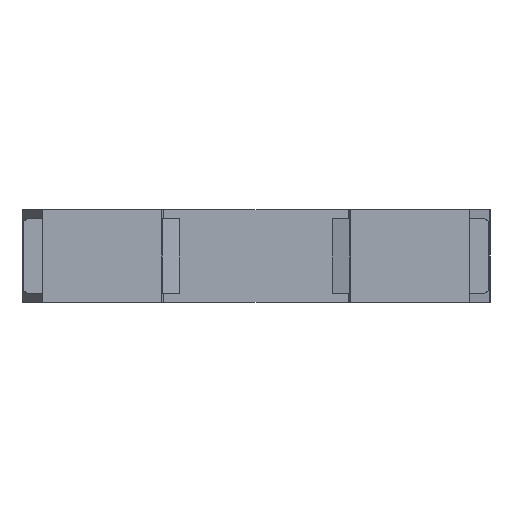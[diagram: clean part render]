
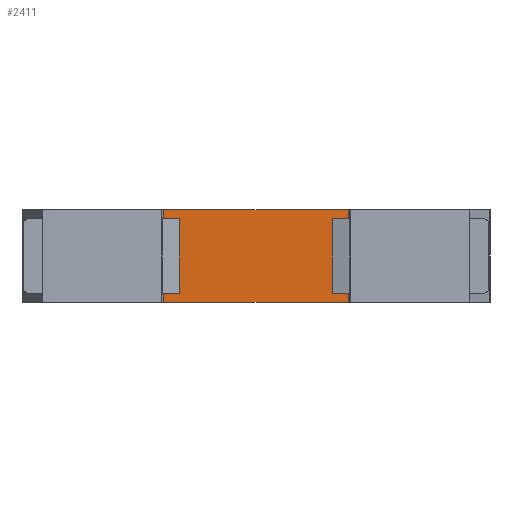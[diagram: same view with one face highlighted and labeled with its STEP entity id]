
A CAD part, front view. The second image highlights one B-rep face of the part: STEP entity #2411.
In plain terms, the highlighted planar face has unit normal (0, -1, 0).
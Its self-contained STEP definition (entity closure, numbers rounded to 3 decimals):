
#5 = CARTESIAN_POINT ( 'NONE',  ( -17.75, 0., 7.15 ) ) ;
#21 = LINE ( 'NONE', #1434, #1539 ) ;
#33 = EDGE_CURVE ( 'NONE', #1696, #2445, #986, .T. ) ;
#76 = DIRECTION ( 'NONE',  ( 0., 0., -1. ) ) ;
#99 = CARTESIAN_POINT ( 'NONE',  ( 17.5, 0., -7.15 ) ) ;
#127 = CARTESIAN_POINT ( 'NONE',  ( -17.75, 0., 8.9 ) ) ;
#141 = AXIS2_PLACEMENT_3D ( 'NONE', #127, #357, #607 ) ;
#166 = VECTOR ( 'NONE', #1670, 1000. ) ;
#201 = ORIENTED_EDGE ( 'NONE', *, *, #1813, .F. ) ;
#229 = VERTEX_POINT ( 'NONE', #1698 ) ;
#234 = ORIENTED_EDGE ( 'NONE', *, *, #734, .F. ) ;
#246 = LINE ( 'NONE', #2903, #570 ) ;
#276 = CARTESIAN_POINT ( 'NONE',  ( -17.5, 0., -7.15 ) ) ;
#292 = VECTOR ( 'NONE', #2293, 1000. ) ;
#357 = DIRECTION ( 'NONE',  ( 0., 1., 0. ) ) ;
#360 = EDGE_CURVE ( 'NONE', #2445, #1644, #2772, .T. ) ;
#369 = VERTEX_POINT ( 'NONE', #777 ) ;
#376 = PLANE ( 'NONE',  #141 ) ;
#385 = ORIENTED_EDGE ( 'NONE', *, *, #827, .F. ) ;
#391 = VECTOR ( 'NONE', #3007, 1000. ) ;
#500 = CARTESIAN_POINT ( 'NONE',  ( -17.5, 0., -7.15 ) ) ;
#513 = DIRECTION ( 'NONE',  ( 1., 0., 0. ) ) ;
#541 = ORIENTED_EDGE ( 'NONE', *, *, #2595, .T. ) ;
#546 = CARTESIAN_POINT ( 'NONE',  ( -17.75, 0., -8.9 ) ) ;
#570 = VECTOR ( 'NONE', #2710, 1000. ) ;
#607 = DIRECTION ( 'NONE',  ( -1., 0., 0. ) ) ;
#656 = CARTESIAN_POINT ( 'NONE',  ( 17.75, 0., -7.15 ) ) ;
#734 = EDGE_CURVE ( 'NONE', #2385, #1644, #2089, .T. ) ;
#777 = CARTESIAN_POINT ( 'NONE',  ( 17.5, 0., -7.15 ) ) ;
#808 = EDGE_LOOP ( 'NONE', ( #385, #541, #912, #2765, #1087, #2784, #933, #234, #1256, #2874, #2073, #201 ) ) ;
#827 = EDGE_CURVE ( 'NONE', #2987, #369, #21, .T. ) ;
#853 = EDGE_CURVE ( 'NONE', #1430, #1392, #2515, .T. ) ;
#912 = ORIENTED_EDGE ( 'NONE', *, *, #1947, .F. ) ;
#933 = ORIENTED_EDGE ( 'NONE', *, *, #360, .T. ) ;
#935 = EDGE_CURVE ( 'NONE', #2972, #229, #2432, .T. ) ;
#963 = LINE ( 'NONE', #2537, #292 ) ;
#986 = LINE ( 'NONE', #2541, #391 ) ;
#987 = DIRECTION ( 'NONE',  ( 0., 0., -1. ) ) ;
#1054 = VECTOR ( 'NONE', #1309, 1000. ) ;
#1087 = ORIENTED_EDGE ( 'NONE', *, *, #1514, .T. ) ;
#1124 = FACE_OUTER_BOUND ( 'NONE', #808, .T. ) ;
#1136 = DIRECTION ( 'NONE',  ( 0., 0., -1. ) ) ;
#1137 = VERTEX_POINT ( 'NONE', #2770 ) ;
#1230 = VECTOR ( 'NONE', #987, 1000. ) ;
#1256 = ORIENTED_EDGE ( 'NONE', *, *, #2922, .T. ) ;
#1309 = DIRECTION ( 'NONE',  ( 0., 0., -1. ) ) ;
#1334 = CARTESIAN_POINT ( 'NONE',  ( 17.75, 0., 8.9 ) ) ;
#1392 = VERTEX_POINT ( 'NONE', #2478 ) ;
#1430 = VERTEX_POINT ( 'NONE', #2999 ) ;
#1434 = CARTESIAN_POINT ( 'NONE',  ( 17.5, 0., 12.064 ) ) ;
#1471 = EDGE_CURVE ( 'NONE', #2571, #1392, #2726, .T. ) ;
#1504 = VECTOR ( 'NONE', #2663, 1000. ) ;
#1514 = EDGE_CURVE ( 'NONE', #2972, #1696, #1716, .T. ) ;
#1539 = VECTOR ( 'NONE', #76, 1000. ) ;
#1644 = VERTEX_POINT ( 'NONE', #500 ) ;
#1670 = DIRECTION ( 'NONE',  ( 1., 0., 0. ) ) ;
#1696 = VERTEX_POINT ( 'NONE', #5 ) ;
#1698 = CARTESIAN_POINT ( 'NONE',  ( 17.75, 0., 8.9 ) ) ;
#1712 = VECTOR ( 'NONE', #513, 1000. ) ;
#1716 = LINE ( 'NONE', #2569, #2824 ) ;
#1781 = CARTESIAN_POINT ( 'NONE',  ( -17.75, 0., -7.15 ) ) ;
#1813 = EDGE_CURVE ( 'NONE', #369, #2571, #2346, .T. ) ;
#1870 = VECTOR ( 'NONE', #2451, 1000. ) ;
#1916 = CARTESIAN_POINT ( 'NONE',  ( -17.75, 0., -7.15 ) ) ;
#1947 = EDGE_CURVE ( 'NONE', #229, #1137, #246, .T. ) ;
#2017 = CARTESIAN_POINT ( 'NONE',  ( 17.5, 0., 7.15 ) ) ;
#2073 = ORIENTED_EDGE ( 'NONE', *, *, #1471, .F. ) ;
#2089 = LINE ( 'NONE', #276, #166 ) ;
#2293 = DIRECTION ( 'NONE',  ( 1., 0., 0. ) ) ;
#2319 = VECTOR ( 'NONE', #2925, 1000. ) ;
#2346 = LINE ( 'NONE', #99, #1712 ) ;
#2385 = VERTEX_POINT ( 'NONE', #1781 ) ;
#2411 = ADVANCED_FACE ( 'NONE', ( #1124 ), #376, .F. ) ;
#2413 = LINE ( 'NONE', #1916, #1230 ) ;
#2430 = CARTESIAN_POINT ( 'NONE',  ( -17.5, 0., 12.064 ) ) ;
#2432 = LINE ( 'NONE', #2473, #1870 ) ;
#2442 = CARTESIAN_POINT ( 'NONE',  ( -17.75, 0., 8.9 ) ) ;
#2445 = VERTEX_POINT ( 'NONE', #2496 ) ;
#2451 = DIRECTION ( 'NONE',  ( 1., 0., 0. ) ) ;
#2473 = CARTESIAN_POINT ( 'NONE',  ( -17.75, 0., 8.9 ) ) ;
#2478 = CARTESIAN_POINT ( 'NONE',  ( 17.75, 0., -8.9 ) ) ;
#2496 = CARTESIAN_POINT ( 'NONE',  ( -17.5, 0., 7.15 ) ) ;
#2515 = LINE ( 'NONE', #546, #2319 ) ;
#2537 = CARTESIAN_POINT ( 'NONE',  ( 17.5, 0., 7.15 ) ) ;
#2541 = CARTESIAN_POINT ( 'NONE',  ( -17.5, 0., 7.15 ) ) ;
#2569 = CARTESIAN_POINT ( 'NONE',  ( -17.75, 0., -7.15 ) ) ;
#2571 = VERTEX_POINT ( 'NONE', #656 ) ;
#2595 = EDGE_CURVE ( 'NONE', #2987, #1137, #963, .T. ) ;
#2663 = DIRECTION ( 'NONE',  ( 0., 0., -1. ) ) ;
#2710 = DIRECTION ( 'NONE',  ( 0., 0., -1. ) ) ;
#2726 = LINE ( 'NONE', #1334, #1054 ) ;
#2765 = ORIENTED_EDGE ( 'NONE', *, *, #935, .F. ) ;
#2770 = CARTESIAN_POINT ( 'NONE',  ( 17.75, 0., 7.15 ) ) ;
#2772 = LINE ( 'NONE', #2430, #1504 ) ;
#2784 = ORIENTED_EDGE ( 'NONE', *, *, #33, .T. ) ;
#2824 = VECTOR ( 'NONE', #1136, 1000. ) ;
#2874 = ORIENTED_EDGE ( 'NONE', *, *, #853, .T. ) ;
#2903 = CARTESIAN_POINT ( 'NONE',  ( 17.75, 0., 8.9 ) ) ;
#2922 = EDGE_CURVE ( 'NONE', #2385, #1430, #2413, .T. ) ;
#2925 = DIRECTION ( 'NONE',  ( 1., 0., 0. ) ) ;
#2972 = VERTEX_POINT ( 'NONE', #2442 ) ;
#2987 = VERTEX_POINT ( 'NONE', #2017 ) ;
#2999 = CARTESIAN_POINT ( 'NONE',  ( -17.75, 0., -8.9 ) ) ;
#3007 = DIRECTION ( 'NONE',  ( 1., 0., 0. ) ) ;
